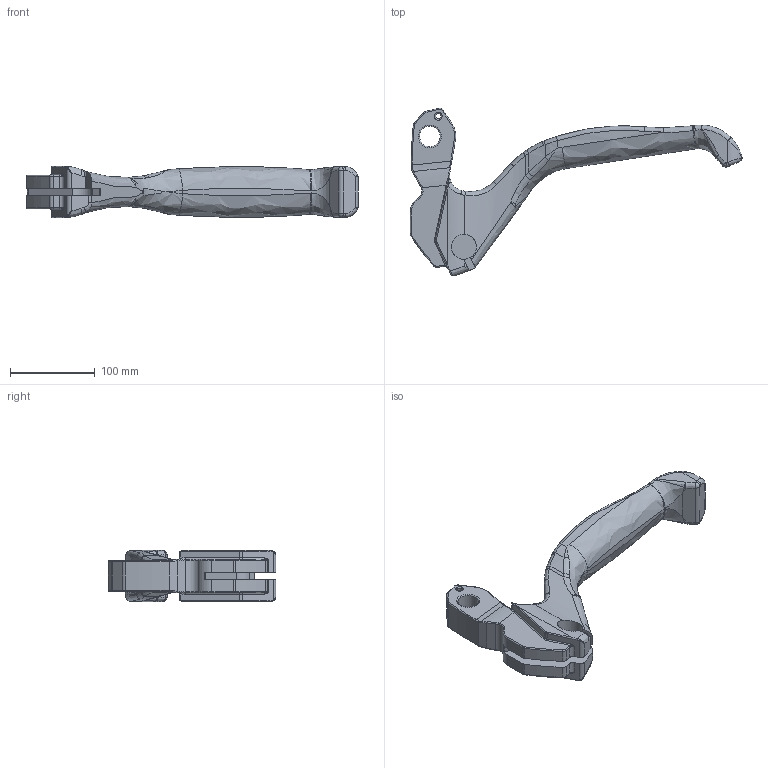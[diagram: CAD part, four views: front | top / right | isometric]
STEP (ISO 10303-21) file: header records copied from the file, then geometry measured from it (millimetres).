
FILE_DESCRIPTION(/* description */ (''),/* implementation_level */ '2;1');
FILE_NAME(/* name */ 'handle reparam.stp',/* time_stamp */ '2016-07-15T13:55:49-07:00',/* author */ ('Peter Froud'),/* organization */ (''),/* preprocessor_version */ 'ST-DEVELOPER v16.1',/* originating_system */ 'Autodesk Inventor 2016',/* authorisation */ '');
FILE_SCHEMA (('AUTOMOTIVE_DESIGN { 1 0 10303 214 3 1 1 }'));
Length unit declared in the file: inch
Products named in the file (1): handle reparam
Bounding box: 392.19 x 198.13 x 60.74 mm (x, y, z)
Volume: 939332.5 mm3; surface area: 111273 mm2
Topology: 1 solids, 1 shells, 272 faces, 662 edges, 381 vertices
Faces by surface type: bspline 118, cylinder 80, plane 38, torus 28, sphere 8
Full cylindrical faces by diameter (mm): 6.647 x1, 24.372 x1, 29.553 x1
Entity records: 11890 total; most frequent: CARTESIAN_POINT 6214, ORIENTED_EDGE 1282, DIRECTION 1016, EDGE_CURVE 641, AXIS2_PLACEMENT_3D 435, VERTEX_POINT 379, EDGE_LOOP 282, FACE_OUTER_BOUND 271
